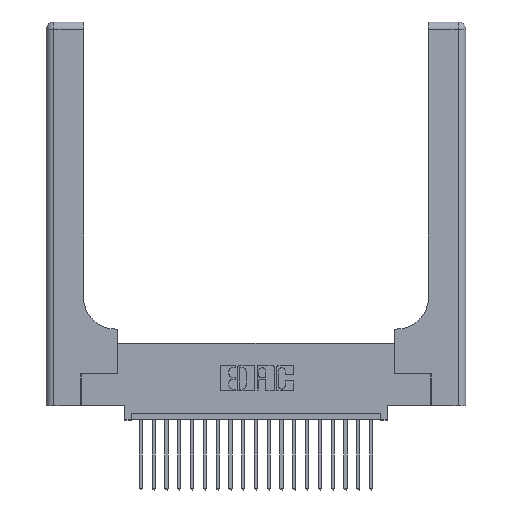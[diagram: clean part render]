
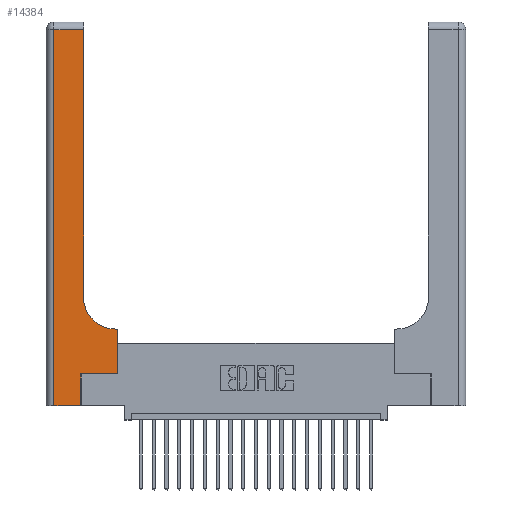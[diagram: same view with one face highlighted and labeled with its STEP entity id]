
A CAD part, top view. The second image highlights one B-rep face of the part: STEP entity #14384.
In plain terms, the highlighted planar face has unit normal (0, 0, 1).
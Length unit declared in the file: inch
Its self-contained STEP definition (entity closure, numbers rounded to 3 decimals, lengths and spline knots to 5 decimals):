
#262 = CARTESIAN_POINT ( 'NONE',  ( 0.269, 0.25, 0.37 ) ) ;
#359 = VECTOR ( 'NONE', #4836, 39.37008 ) ;
#476 = DIRECTION ( 'NONE',  ( 0., 0., -1. ) ) ;
#559 = CARTESIAN_POINT ( 'NONE',  ( 0., 3., 0.37 ) ) ;
#830 = EDGE_CURVE ( 'NONE', #10367, #18483, #18823, .T. ) ;
#1003 = DIRECTION ( 'NONE',  ( 1., 0., 0. ) ) ;
#1186 = CARTESIAN_POINT ( 'NONE',  ( 0.5585, 0.25, 0.37 ) ) ;
#1391 = VERTEX_POINT ( 'NONE', #6658 ) ;
#1604 = AXIS2_PLACEMENT_3D ( 'NONE', #4317, #16604, #1003 ) ;
#1714 = ORIENTED_EDGE ( 'NONE', *, *, #4238, .T. ) ;
#2070 = EDGE_CURVE ( 'NONE', #1391, #22677, #20711, .T. ) ;
#2305 = CARTESIAN_POINT ( 'NONE',  ( 0.06, 2.94, 0.37 ) ) ;
#3127 = LINE ( 'NONE', #4393, #20694 ) ;
#3159 = EDGE_CURVE ( 'NONE', #22154, #1391, #14821, .T. ) ;
#4238 = EDGE_CURVE ( 'NONE', #13351, #18359, #10287, .T. ) ;
#4317 = CARTESIAN_POINT ( 'NONE',  ( 0.5415, 0.85, 0.37 ) ) ;
#4393 = CARTESIAN_POINT ( 'NONE',  ( 0.269, 0., 0.37 ) ) ;
#4836 = DIRECTION ( 'NONE',  ( 0., 1., 0. ) ) ;
#4958 = CARTESIAN_POINT ( 'NONE',  ( 0.2915, 2.94, 0.37 ) ) ;
#6113 = ORIENTED_EDGE ( 'NONE', *, *, #20883, .T. ) ;
#6596 = ORIENTED_EDGE ( 'NONE', *, *, #15223, .T. ) ;
#6658 = CARTESIAN_POINT ( 'NONE',  ( 0.06, 0., 0.37 ) ) ;
#6861 = ORIENTED_EDGE ( 'NONE', *, *, #2070, .T. ) ;
#7007 = LINE ( 'NONE', #16867, #15247 ) ;
#7148 = AXIS2_PLACEMENT_3D ( 'NONE', #559, #476, #7177 ) ;
#7177 = DIRECTION ( 'NONE',  ( -1., 0., 0. ) ) ;
#7412 = PLANE ( 'NONE',  #7148 ) ;
#8008 = EDGE_CURVE ( 'NONE', #9006, #13351, #20339, .T. ) ;
#8371 = CARTESIAN_POINT ( 'NONE',  ( 0., 0., 0.37 ) ) ;
#9006 = VERTEX_POINT ( 'NONE', #9345 ) ;
#9041 = VECTOR ( 'NONE', #21505, 39.37008 ) ;
#9326 = CARTESIAN_POINT ( 'NONE',  ( 0., 2.94, 0.37 ) ) ;
#9345 = CARTESIAN_POINT ( 'NONE',  ( 0.5585, 0.6, 0.37 ) ) ;
#9822 = ORIENTED_EDGE ( 'NONE', *, *, #12610, .T. ) ;
#9865 = DIRECTION ( 'NONE',  ( 0., 1., 0. ) ) ;
#10237 = EDGE_CURVE ( 'NONE', #22677, #10367, #3127, .T. ) ;
#10287 = CIRCLE ( 'NONE', #1604, 0.25 ) ;
#10297 = CARTESIAN_POINT ( 'NONE',  ( 0.5415, 0.6, 0.37 ) ) ;
#10367 = VERTEX_POINT ( 'NONE', #262 ) ;
#10381 = ORIENTED_EDGE ( 'NONE', *, *, #8008, .T. ) ;
#11099 = DIRECTION ( 'NONE',  ( -1., 0., 0. ) ) ;
#11557 = CARTESIAN_POINT ( 'NONE',  ( 0.2915, 0.6, 0.37 ) ) ;
#11617 = CARTESIAN_POINT ( 'NONE',  ( 0.269, 0.25, 0.37 ) ) ;
#11907 = FACE_OUTER_BOUND ( 'NONE', #17895, .T. ) ;
#12610 = EDGE_CURVE ( 'NONE', #15038, #22154, #13048, .T. ) ;
#13048 = LINE ( 'NONE', #9326, #16068 ) ;
#13351 = VERTEX_POINT ( 'NONE', #10297 ) ;
#13604 = CARTESIAN_POINT ( 'NONE',  ( 0.269, 0., 0.37 ) ) ;
#14384 = ADVANCED_FACE ( 'NONE', ( #11907 ), #7412, .F. ) ;
#14748 = ORIENTED_EDGE ( 'NONE', *, *, #830, .T. ) ;
#14821 = LINE ( 'NONE', #19721, #9041 ) ;
#15038 = VERTEX_POINT ( 'NONE', #4958 ) ;
#15223 = EDGE_CURVE ( 'NONE', #18483, #9006, #19310, .T. ) ;
#15247 = VECTOR ( 'NONE', #9865, 39.37008 ) ;
#15988 = VECTOR ( 'NONE', #17227, 39.37008 ) ;
#16068 = VECTOR ( 'NONE', #11099, 39.37008 ) ;
#16396 = CARTESIAN_POINT ( 'NONE',  ( 0.5585, 0.25, 0.37 ) ) ;
#16604 = DIRECTION ( 'NONE',  ( 0., 0., -1. ) ) ;
#16633 = DIRECTION ( 'NONE',  ( 1., 0., 0. ) ) ;
#16682 = DIRECTION ( 'NONE',  ( 0., 1., 0. ) ) ;
#16867 = CARTESIAN_POINT ( 'NONE',  ( 0.2915, 3., 0.37 ) ) ;
#17227 = DIRECTION ( 'NONE',  ( 1., 0., 0. ) ) ;
#17276 = VECTOR ( 'NONE', #18732, 39.37008 ) ;
#17895 = EDGE_LOOP ( 'NONE', ( #6113, #9822, #21370, #6861, #18688, #14748, #6596, #10381, #1714 ) ) ;
#18359 = VERTEX_POINT ( 'NONE', #19474 ) ;
#18483 = VERTEX_POINT ( 'NONE', #16396 ) ;
#18688 = ORIENTED_EDGE ( 'NONE', *, *, #10237, .T. ) ;
#18732 = DIRECTION ( 'NONE',  ( -1., 0., 0. ) ) ;
#18823 = LINE ( 'NONE', #11617, #21041 ) ;
#19310 = LINE ( 'NONE', #1186, #359 ) ;
#19474 = CARTESIAN_POINT ( 'NONE',  ( 0.2915, 0.85, 0.37 ) ) ;
#19721 = CARTESIAN_POINT ( 'NONE',  ( 0.06, 3., 0.37 ) ) ;
#20339 = LINE ( 'NONE', #11557, #17276 ) ;
#20694 = VECTOR ( 'NONE', #16682, 39.37008 ) ;
#20711 = LINE ( 'NONE', #8371, #15988 ) ;
#20883 = EDGE_CURVE ( 'NONE', #18359, #15038, #7007, .T. ) ;
#21041 = VECTOR ( 'NONE', #16633, 39.37008 ) ;
#21370 = ORIENTED_EDGE ( 'NONE', *, *, #3159, .T. ) ;
#21505 = DIRECTION ( 'NONE',  ( 0., -1., 0. ) ) ;
#22154 = VERTEX_POINT ( 'NONE', #2305 ) ;
#22677 = VERTEX_POINT ( 'NONE', #13604 ) ;
